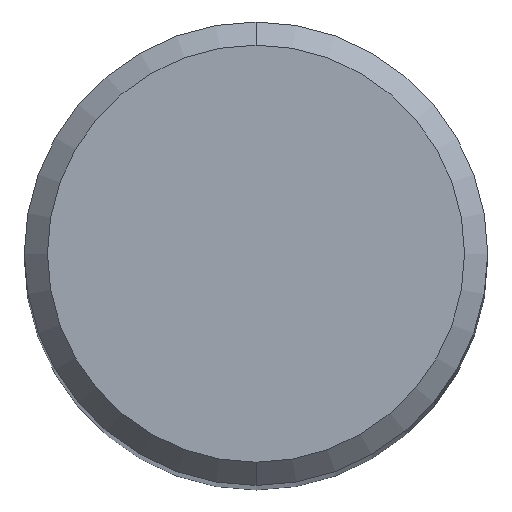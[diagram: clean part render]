
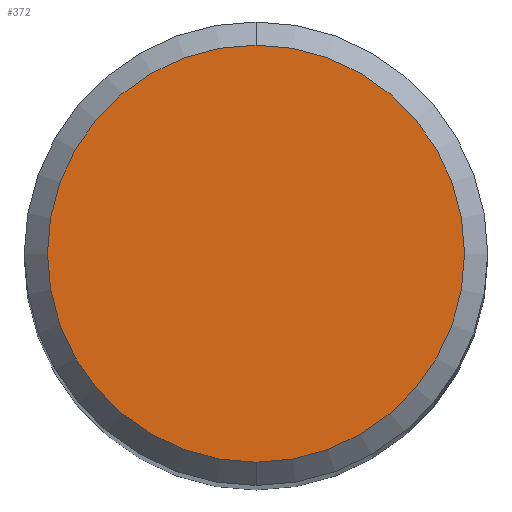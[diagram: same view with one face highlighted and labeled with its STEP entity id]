
A CAD part, top view. The second image highlights one B-rep face of the part: STEP entity #372.
In plain terms, the highlighted planar face has unit normal (0, 0, 1).
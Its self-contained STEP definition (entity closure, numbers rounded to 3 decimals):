
#262=EDGE_CURVE('',#270,#272,#625,.T.);
#270=VERTEX_POINT('',#634);
#272=VERTEX_POINT('',#636);
#372=ADVANCED_FACE('',(#748),#749,.T.);
#446=EDGE_CURVE('',#272,#270,#829,.T.);
#625=CIRCLE('',#1047,4.5);
#634=CARTESIAN_POINT('',(0.0,4.5,40.0));
#636=CARTESIAN_POINT('',(0.,-4.5,40.0));
#748=FACE_OUTER_BOUND('',#1283,.T.);
#749=PLANE('',#1284);
#829=CIRCLE('',#1430,4.5);
#1047=AXIS2_PLACEMENT_3D('',#1766,#1767,#1768);
#1283=EDGE_LOOP('',(#1927,#1928));
#1284=AXIS2_PLACEMENT_3D('',#1929,#1930,#1931);
#1430=AXIS2_PLACEMENT_3D('',#2002,#2003,#2004);
#1766=CARTESIAN_POINT('',(0.0,0.0,40.0));
#1767=DIRECTION('',(0.0,0.0,-1.0));
#1768=DIRECTION('',(0.0,1.0,0.0));
#1927=ORIENTED_EDGE('',*,*,#262,.F.);
#1928=ORIENTED_EDGE('',*,*,#446,.F.);
#1929=CARTESIAN_POINT('',(0.0,2.25,40.0));
#1930=DIRECTION('',(0.0,0.0,1.0));
#1931=DIRECTION('',(0.0,-1.0,0.0));
#2002=CARTESIAN_POINT('',(0.0,0.0,40.0));
#2003=DIRECTION('',(0.0,0.0,-1.0));
#2004=DIRECTION('',(0.0,1.0,0.0));
